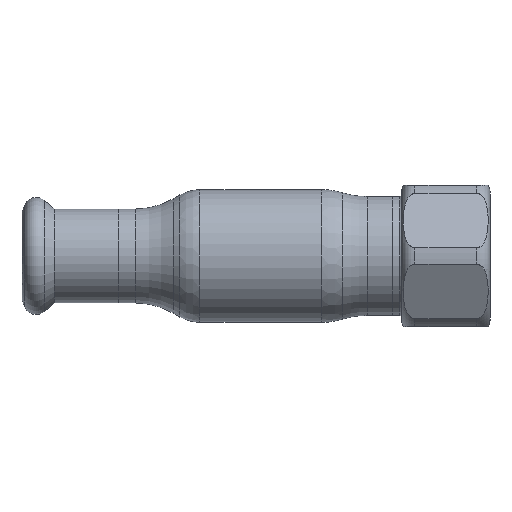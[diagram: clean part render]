
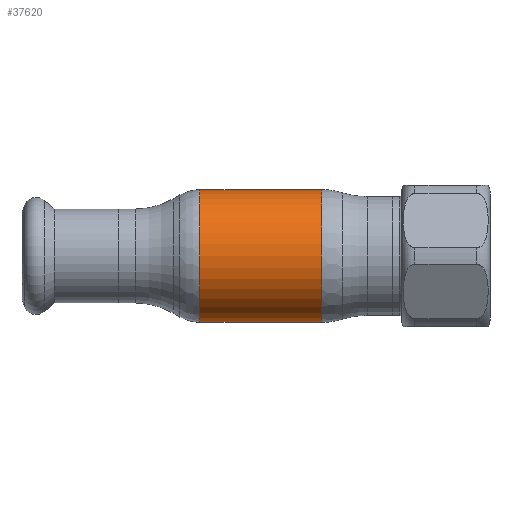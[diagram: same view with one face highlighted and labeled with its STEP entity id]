
A CAD part, front view. The second image highlights one B-rep face of the part: STEP entity #37620.
In plain terms, the highlighted cylindrical face has radius 15 mm (diameter 30 mm), a partial arc.
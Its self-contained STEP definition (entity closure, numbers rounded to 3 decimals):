
#1579 = CARTESIAN_POINT ( 'NONE',  ( 13.909, 0., 0. ) ) ;
#3843 = ORIENTED_EDGE ( 'NONE', *, *, #40367, .T. ) ;
#6046 = DIRECTION ( 'NONE',  ( 0., 0., 1. ) ) ;
#7603 = VECTOR ( 'NONE', #9896, 1000. ) ;
#8091 = DIRECTION ( 'NONE',  ( -1., 0., 0. ) ) ;
#9896 = DIRECTION ( 'NONE',  ( -1., 0., 0. ) ) ;
#10178 = CARTESIAN_POINT ( 'NONE',  ( -62.69, 0., 15. ) ) ;
#10308 = CARTESIAN_POINT ( 'NONE',  ( -13.588, 0., 0. ) ) ;
#10846 = DIRECTION ( 'NONE',  ( -1., 0., 0. ) ) ;
#14069 = LINE ( 'NONE', #10178, #7603 ) ;
#19720 = EDGE_LOOP ( 'NONE', ( #31876, #3843, #25645, #36508 ) ) ;
#20274 = VERTEX_POINT ( 'NONE', #30498 ) ;
#20749 = CARTESIAN_POINT ( 'NONE',  ( 13.909, 0., 15. ) ) ;
#21219 = FACE_OUTER_BOUND ( 'NONE', #19720, .T. ) ;
#21773 = CIRCLE ( 'NONE', #29374, 15. ) ;
#22121 = CYLINDRICAL_SURFACE ( 'NONE', #39222, 15. ) ;
#22719 = EDGE_CURVE ( 'NONE', #20274, #52004, #40217, .T. ) ;
#23406 = CIRCLE ( 'NONE', #26225, 15. ) ;
#23566 = EDGE_CURVE ( 'NONE', #52004, #55026, #21773, .T. ) ;
#23636 = EDGE_CURVE ( 'NONE', #25858, #55026, #14069, .T. ) ;
#25645 = ORIENTED_EDGE ( 'NONE', *, *, #23636, .T. ) ;
#25858 = VERTEX_POINT ( 'NONE', #20749 ) ;
#26225 = AXIS2_PLACEMENT_3D ( 'NONE', #1579, #10846, #6046 ) ;
#28398 = DIRECTION ( 'NONE',  ( -1., 0., 0. ) ) ;
#28980 = DIRECTION ( 'NONE',  ( 0., 0., 1. ) ) ;
#29374 = AXIS2_PLACEMENT_3D ( 'NONE', #10308, #28398, #28980 ) ;
#30498 = CARTESIAN_POINT ( 'NONE',  ( 13.909, 0., -15. ) ) ;
#31876 = ORIENTED_EDGE ( 'NONE', *, *, #22719, .F. ) ;
#32812 = CARTESIAN_POINT ( 'NONE',  ( -62.69, 0., 0. ) ) ;
#36508 = ORIENTED_EDGE ( 'NONE', *, *, #23566, .F. ) ;
#37620 = ADVANCED_FACE ( 'NONE', ( #21219 ), #22121, .T. ) ;
#39222 = AXIS2_PLACEMENT_3D ( 'NONE', #32812, #45341, #50986 ) ;
#40217 = LINE ( 'NONE', #48850, #42656 ) ;
#40367 = EDGE_CURVE ( 'NONE', #20274, #25858, #23406, .T. ) ;
#42656 = VECTOR ( 'NONE', #8091, 1000. ) ;
#45341 = DIRECTION ( 'NONE',  ( -1., 0., 0. ) ) ;
#46461 = CARTESIAN_POINT ( 'NONE',  ( -13.588, 0., 15. ) ) ;
#48539 = CARTESIAN_POINT ( 'NONE',  ( -13.588, 0., -15. ) ) ;
#48850 = CARTESIAN_POINT ( 'NONE',  ( -62.69, 0., -15. ) ) ;
#50986 = DIRECTION ( 'NONE',  ( 0., 0., 1. ) ) ;
#52004 = VERTEX_POINT ( 'NONE', #48539 ) ;
#55026 = VERTEX_POINT ( 'NONE', #46461 ) ;
